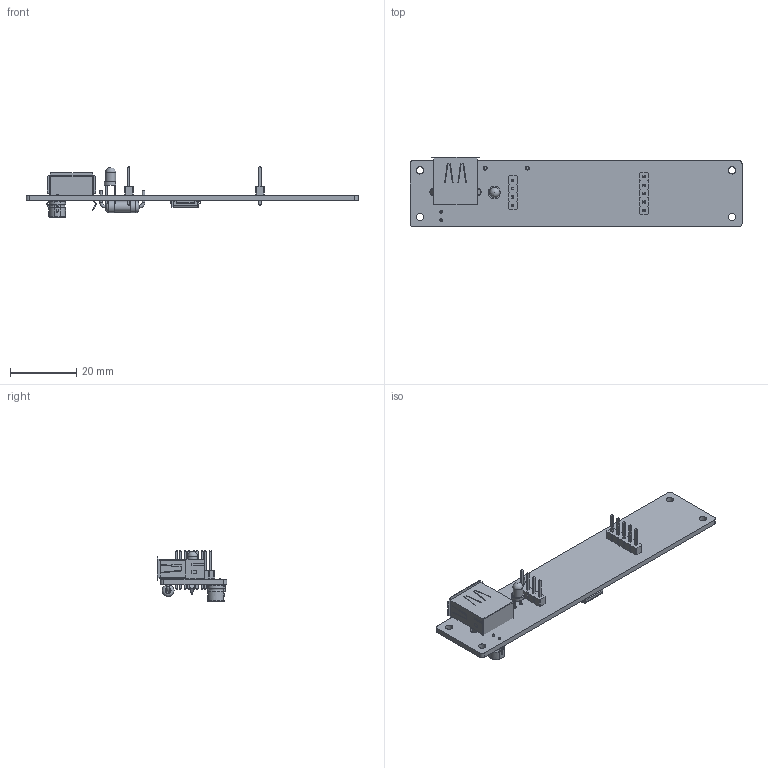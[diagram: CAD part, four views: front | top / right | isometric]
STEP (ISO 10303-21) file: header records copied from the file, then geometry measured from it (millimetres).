
FILE_DESCRIPTION(('KiCad electronic assembly'),'2;1');
FILE_NAME('gotek-breakout.step','2024-04-18T21:24:21',('Pcbnew'),( 'Kicad'),'Open CASCADE STEP processor 7.7','KiCad to STEP converter' ,'Unknown');
FILE_SCHEMA(('AUTOMOTIVE_DESIGN { 1 0 10303 214 1 1 1 1 }'));
Length unit declared in the file: millimetre
Products named in the file (16): gotek-breakout 1; USB_A_TE_292303-7_Horizontal; LED_D3.0mm; PinHeader_1x05_P2.54mm_Vertical; PinHeader_1x05_P254mm_Vertical; PinHeader_1x04_P2.54mm_Vertical; PinHeader_1x04_P254mm_Vertical; Hirose_FH12-10S-0.5SH_1x10-1MP_P0.50mm_Horizontal; Hirose_FH12_xxS_0_5SH_Parametric_v0_1; CP_Radial_D5.0mm_P2.50mm; CP_Radial_D50mm_P250mm; R_Axial_DIN0411_L9.9mm_D3.6mm_P12.70mm_Horizontal; R_Axial_DIN0411_L99mm_D36mm_P1270mm_Horizontal; _autosave-gotek-breakout_PCB
Assembly tree (15 placements, depth 3):
  gotek-breakout 1
    USB_A_TE_292303-7_Horizontal
      USB_A_TE_292303-7_Horizontal
    LED_D3.0mm
      LED_D3.0mm
    PinHeader_1x05_P2.54mm_Vertical
      PinHeader_1x05_P254mm_Vertical
    PinHeader_1x04_P2.54mm_Vertical
      PinHeader_1x04_P254mm_Vertical
    Hirose_FH12-10S-0.5SH_1x10-1MP_P0.50mm_Horizontal
      Hirose_FH12_xxS_0_5SH_Parametric_v0_1
    CP_Radial_D5.0mm_P2.50mm
      CP_Radial_D50mm_P250mm
    R_Axial_DIN0411_L9.9mm_D3.6mm_P12.70mm_Horizontal
      R_Axial_DIN0411_L99mm_D36mm_P1270mm_Horizontal
    _autosave-gotek-breakout_PCB
Bounding box: 100 x 20.98 x 15.24 mm (x, y, z)
Volume: 4400.7 mm3; surface area: 7025.4 mm2
Topology: 13 solids, 14 shells, 729 faces, 1872 edges, 1201 vertices
Faces by surface type: plane 633, cylinder 78, bspline 6, torus 6, revolution 5, sphere 1
Full cylindrical faces by diameter (mm): 0.5 x2, 0.8 x6, 0.9 x2, 0.95 x4, 1 x9, 1.2 x2, 2.2 x4, 2.3 x2, 3 x1, 3.24 x1, 3.6 x2
Entity records: 26338 total; most frequent: CARTESIAN_POINT 4515, ORIENTED_EDGE 3746, DIRECTION 3511, EDGE_CURVE 1873, LINE 1666, VECTOR 1666, VERTEX_POINT 1202, AXIS2_PLACEMENT_3D 920
